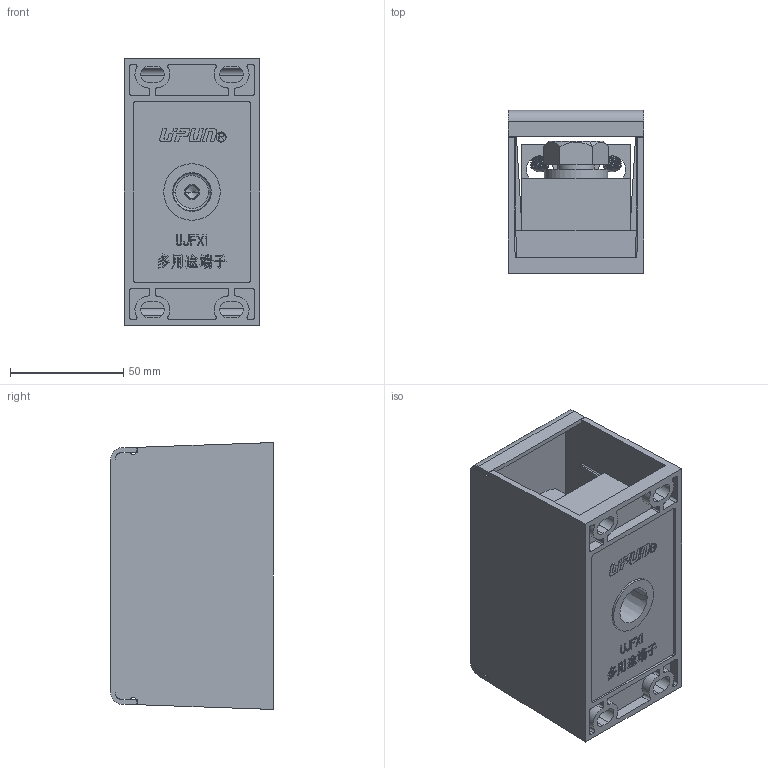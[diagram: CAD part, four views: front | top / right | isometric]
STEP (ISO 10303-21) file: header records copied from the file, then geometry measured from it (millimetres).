
FILE_DESCRIPTION((''),'2;1');
FILE_NAME('UJFX1-240_4_70','2023-03-04T',('ASUS'),(''),'PRO/ENGINEER BY PARAMETRIC TECHNOLOGY CORPORATION, 2013230','PRO/ENGINEER BY PARAMETRIC TECHNOLOGY CORPORATION, 2013230','');
FILE_SCHEMA(('CONFIG_CONTROL_DESIGN'));
Products named in the file (1): UJFX1-240_4_70
Bounding box: 60 x 72 x 118 mm (x, y, z)
Volume: 184793.8 mm3; surface area: 103488.2 mm2
Topology: 1 solids, 1 shells, 1318 faces, 3791 edges, 2479 vertices
Faces by surface type: plane 800, cylinder 357, bspline 107, cone 38, sphere 12, torus 4
Entity records: 63386 total; most frequent: CARTESIAN_POINT 30466, ORIENTED_EDGE 7530, DIRECTION 5743, EDGE_CURVE 3765, VECTOR 2551, LINE 2551, VERTEX_POINT 2479, AXIS2_PLACEMENT_3D 1596
